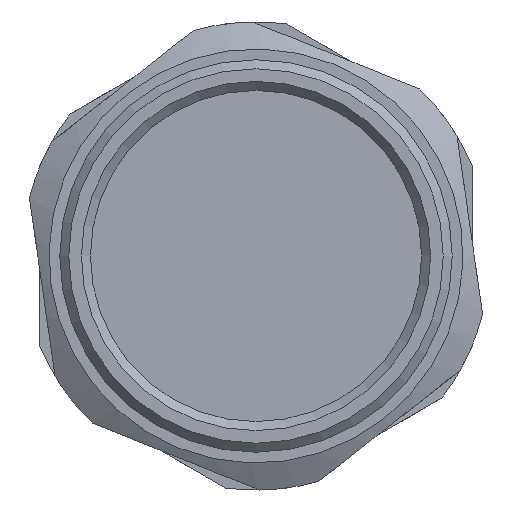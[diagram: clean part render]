
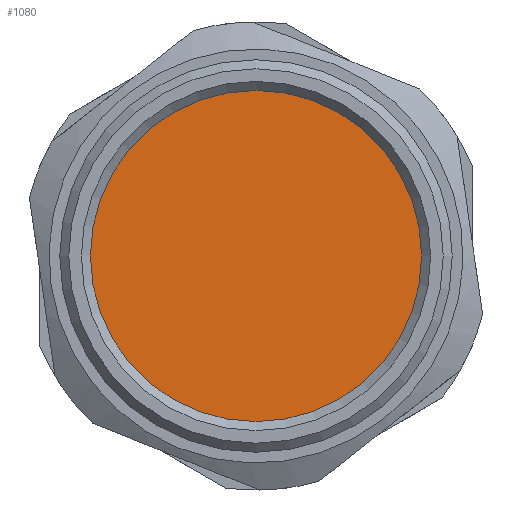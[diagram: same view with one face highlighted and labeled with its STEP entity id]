
A CAD part, left-side view. The second image highlights one B-rep face of the part: STEP entity #1080.
In plain terms, the highlighted planar face has unit normal (-1, 0, 0).
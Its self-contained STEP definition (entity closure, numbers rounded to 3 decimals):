
#274=FACE_OUTER_BOUND('',#338,.T.);
#338=EDGE_LOOP('',(#738));
#410=CIRCLE('',#1165,9.2);
#478=VERTEX_POINT('',#1628);
#581=EDGE_CURVE('',#478,#478,#410,.T.);
#738=ORIENTED_EDGE('',*,*,#581,.F.);
#1052=PLANE('',#1164);
#1080=ADVANCED_FACE('',(#274),#1052,.T.);
#1164=AXIS2_PLACEMENT_3D('',#1627,#1298,#1299);
#1165=AXIS2_PLACEMENT_3D('',#1629,#1300,#1301);
#1298=DIRECTION('center_axis',(-1.,0.,0.));
#1299=DIRECTION('ref_axis',(0.,0.,1.));
#1300=DIRECTION('center_axis',(1.,0.,0.));
#1301=DIRECTION('ref_axis',(0.,1.,0.));
#1627=CARTESIAN_POINT('Origin',(-10.743,0.178,0.));
#1628=CARTESIAN_POINT('',(-10.743,-9.022,0.));
#1629=CARTESIAN_POINT('Origin',(-10.743,0.178,0.));
